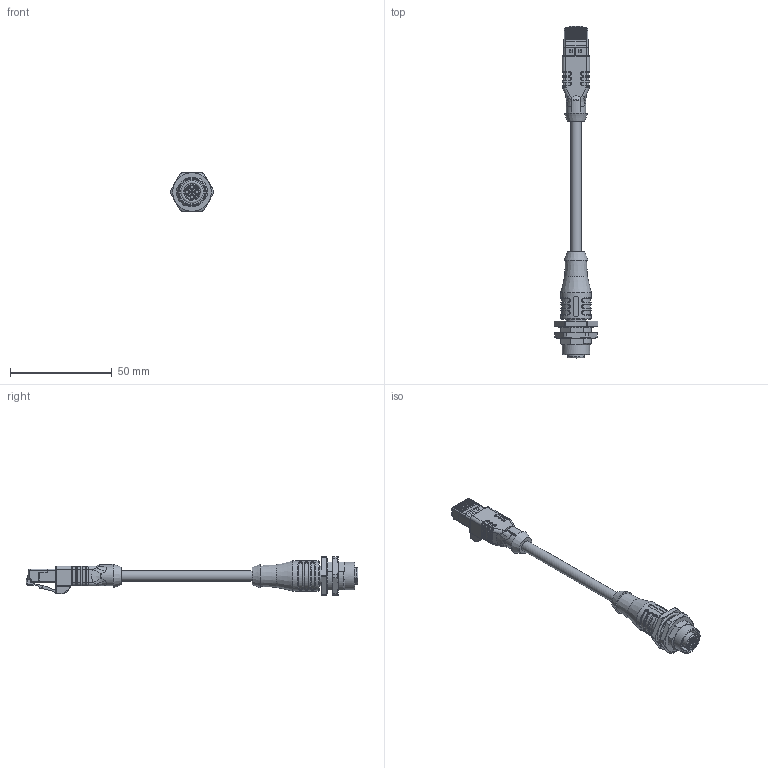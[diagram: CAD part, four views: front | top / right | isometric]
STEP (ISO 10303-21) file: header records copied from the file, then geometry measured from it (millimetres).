
FILE_DESCRIPTION(/* description */ (''),/* implementation_level */ '2;1');
FILE_NAME(/* name */ 'RA-FKFDSY4-m-RA-RJ45SS4.stp',/* time_stamp */ '2022-02-10T08:54:00+01:00',/* author */ ('ESCHA GmbH & Co. KG'),/* organization */ ('ESCHA GmbH & Co. KG'),/* preprocessor_version */ 'ST-DEVELOPER v16',/* originating_system */ 'SIEMENS PLM Software NX 10.0',/* authorisation */ '');
FILE_SCHEMA (('AUTOMOTIVE_DESIGN { 1 0 10303 214 3 1 1 1 }'));
Length unit declared in the file: millimetre
Products named in the file (1): RA-FKFDSY4-m-RA-RJ45SS4_stp
Bounding box: 21.5 x 162.88 x 19 mm (x, y, z)
Volume: 13247.8 mm3; surface area: 7584.6 mm2
Topology: 1 solids, 4 shells, 980 faces, 2500 edges, 1529 vertices
Faces by surface type: plane 376, cylinder 357, torus 114, bspline 65, cone 46, sphere 16, extrusion 6
Full cylindrical faces by diameter (mm): 1.5 x4, 5.2 x1, 9.4 x1, 11 x2, 12.3 x1, 13.5 x1, 15 x1, 15.2 x2
Entity records: 30842 total; most frequent: CARTESIAN_POINT 7401, DIRECTION 5004, ORIENTED_EDGE 4868, EDGE_CURVE 2434, AXIS2_PLACEMENT_3D 1836, VERTEX_POINT 1512, VECTOR 1332, LINE 1326
